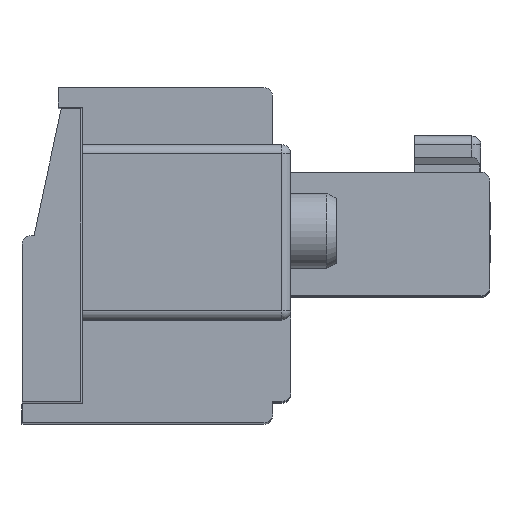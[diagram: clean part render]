
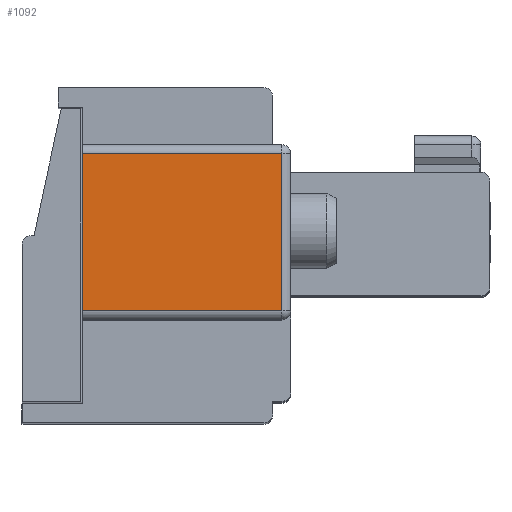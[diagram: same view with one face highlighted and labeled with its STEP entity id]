
A CAD part, top view. The second image highlights one B-rep face of the part: STEP entity #1092.
In plain terms, the highlighted planar face has unit normal (0, 0, 1).
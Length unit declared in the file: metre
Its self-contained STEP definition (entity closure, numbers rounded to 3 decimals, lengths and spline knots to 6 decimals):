
#1092=ADVANCED_FACE('',(#2702),#2703,.T.);
#2702=FACE_OUTER_BOUND('',#4898,.T.);
#2703=PLANE('',#4899);
#4898=EDGE_LOOP('',(#8086,#8087,#8088,#8089));
#4899=AXIS2_PLACEMENT_3D('',#8090,#8091,#8092);
#8086=ORIENTED_EDGE('',*,*,#13436,.T.);
#8087=ORIENTED_EDGE('',*,*,#13437,.T.);
#8088=ORIENTED_EDGE('',*,*,#13438,.T.);
#8089=ORIENTED_EDGE('',*,*,#13439,.T.);
#8090=CARTESIAN_POINT('',(0.007073,0.00941,0.031468));
#8091=DIRECTION('',(0.,0.,1.0));
#8092=DIRECTION('',(1.0,0.,0.0));
#13436=EDGE_CURVE('',#16325,#16326,#16327,.T.);
#13437=EDGE_CURVE('',#16326,#16328,#16329,.T.);
#13438=EDGE_CURVE('',#16328,#16330,#16331,.T.);
#13439=EDGE_CURVE('',#16330,#16325,#16332,.T.);
#16325=VERTEX_POINT('',#20539);
#16326=VERTEX_POINT('',#20540);
#16327=LINE('',#20541,#20542);
#16328=VERTEX_POINT('',#20543);
#16329=LINE('',#20544,#20545);
#16330=VERTEX_POINT('',#20546);
#16331=LINE('',#20547,#20548);
#16332=LINE('',#20549,#20550);
#20539=CARTESIAN_POINT('',(0.000473,0.00941,0.031468));
#20540=CARTESIAN_POINT('',(0.000473,0.00421,0.031468));
#20541=CARTESIAN_POINT('',(0.000473,0.00391,0.031468));
#20542=VECTOR('',#24583,1.0);
#20543=CARTESIAN_POINT('',(0.007073,0.00421,0.031468));
#20544=CARTESIAN_POINT('',(0.007073,0.00421,0.031468));
#20545=VECTOR('',#24584,1.0);
#20546=CARTESIAN_POINT('',(0.007073,0.00941,0.031468));
#20547=CARTESIAN_POINT('',(0.007073,0.00941,0.031468));
#20548=VECTOR('',#24585,1.0);
#20549=CARTESIAN_POINT('',(0.007073,0.00941,0.031468));
#20550=VECTOR('',#24586,1.0);
#24583=DIRECTION('',(0.,-1.0,0.));
#24584=DIRECTION('',(1.0,0.,0.));
#24585=DIRECTION('',(0.,1.0,0.));
#24586=DIRECTION('',(-1.0,0.,0.));
